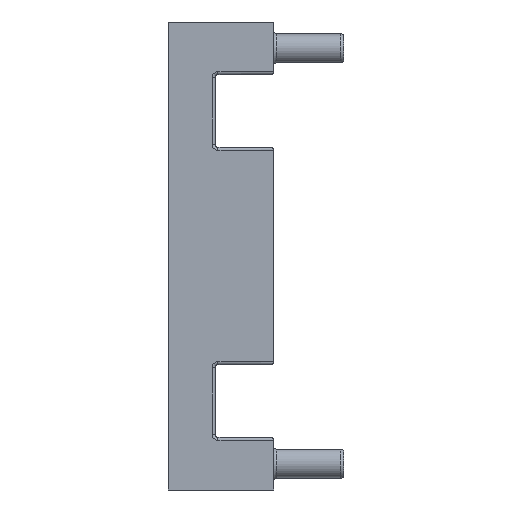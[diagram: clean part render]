
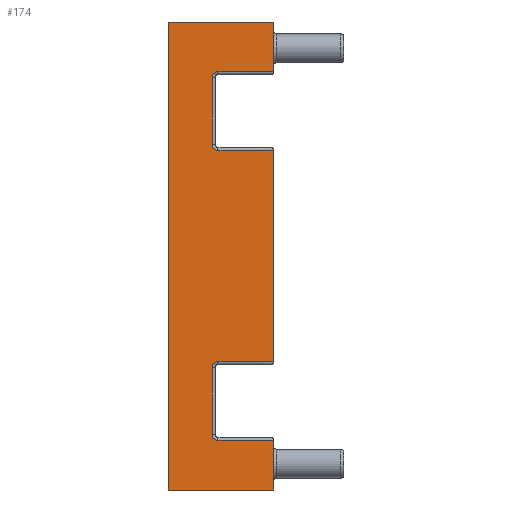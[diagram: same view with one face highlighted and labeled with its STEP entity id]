
A CAD part, left-side view. The second image highlights one B-rep face of the part: STEP entity #174.
In plain terms, the highlighted planar face has unit normal (-1, 0, 0).
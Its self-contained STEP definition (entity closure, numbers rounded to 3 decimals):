
#14 = VECTOR ( 'NONE', #3547, 1000. ) ;
#27 = CARTESIAN_POINT ( 'NONE',  ( -153., 0., 40. ) ) ;
#33 = EDGE_CURVE ( 'NONE', #5484, #3412, #2977, .T. ) ;
#36 = FACE_OUTER_BOUND ( 'NONE', #3504, .T. ) ;
#102 = DIRECTION ( 'NONE',  ( -1., 0., 0. ) ) ;
#174 = ADVANCED_FACE ( 'NONE', ( #36 ), #5236, .F. ) ;
#206 = DIRECTION ( 'NONE',  ( 0., -1., 0. ) ) ;
#252 = VERTEX_POINT ( 'NONE', #3283 ) ;
#332 = VECTOR ( 'NONE', #1346, 1000. ) ;
#339 = CARTESIAN_POINT ( 'NONE',  ( -153., 10.5, 19.1 ) ) ;
#342 = EDGE_CURVE ( 'NONE', #6716, #5484, #584, .T. ) ;
#373 = DIRECTION ( 'NONE',  ( 0., 0., 1. ) ) ;
#576 = CARTESIAN_POINT ( 'NONE',  ( -153., 18., -31.5 ) ) ;
#584 = LINE ( 'NONE', #1132, #949 ) ;
#678 = DIRECTION ( 'NONE',  ( 0., 0., -1. ) ) ;
#749 = CARTESIAN_POINT ( 'NONE',  ( -153., 9.5, 30.5 ) ) ;
#835 = AXIS2_PLACEMENT_3D ( 'NONE', #1507, #5088, #3585 ) ;
#844 = ORIENTED_EDGE ( 'NONE', *, *, #3627, .T. ) ;
#865 = DIRECTION ( 'NONE',  ( 0., 0., 1. ) ) ;
#949 = VECTOR ( 'NONE', #3723, 1000. ) ;
#1098 = CIRCLE ( 'NONE', #6542, 1. ) ;
#1132 = CARTESIAN_POINT ( 'NONE',  ( -153., 18., -40. ) ) ;
#1145 = LINE ( 'NONE', #2749, #4691 ) ;
#1298 = CIRCLE ( 'NONE', #3483, 1. ) ;
#1341 = CARTESIAN_POINT ( 'NONE',  ( -153., 0., 40. ) ) ;
#1346 = DIRECTION ( 'NONE',  ( 0., -1., 0. ) ) ;
#1372 = ORIENTED_EDGE ( 'NONE', *, *, #3933, .F. ) ;
#1407 = ORIENTED_EDGE ( 'NONE', *, *, #5173, .F. ) ;
#1452 = VERTEX_POINT ( 'NONE', #2326 ) ;
#1507 = CARTESIAN_POINT ( 'NONE',  ( -153., 18., 40. ) ) ;
#1633 = EDGE_CURVE ( 'NONE', #3566, #1452, #3645, .T. ) ;
#1635 = VECTOR ( 'NONE', #865, 1000. ) ;
#1700 = CARTESIAN_POINT ( 'NONE',  ( -153., 9.5, -30.5 ) ) ;
#1762 = EDGE_CURVE ( 'NONE', #6361, #1953, #3304, .T. ) ;
#1882 = CIRCLE ( 'NONE', #5806, 1. ) ;
#1923 = DIRECTION ( 'NONE',  ( 0., 0., 1. ) ) ;
#1947 = LINE ( 'NONE', #4536, #3601 ) ;
#1953 = VERTEX_POINT ( 'NONE', #3437 ) ;
#2034 = DIRECTION ( 'NONE',  ( 0., 0., 1. ) ) ;
#2064 = CARTESIAN_POINT ( 'NONE',  ( -153., 18., 40. ) ) ;
#2074 = ORIENTED_EDGE ( 'NONE', *, *, #6449, .T. ) ;
#2098 = DIRECTION ( 'NONE',  ( -1., 0., 0. ) ) ;
#2186 = LINE ( 'NONE', #576, #4706 ) ;
#2326 = CARTESIAN_POINT ( 'NONE',  ( -153., 0., 18.1 ) ) ;
#2355 = LINE ( 'NONE', #4301, #2624 ) ;
#2360 = ORIENTED_EDGE ( 'NONE', *, *, #6584, .T. ) ;
#2387 = VECTOR ( 'NONE', #5801, 1000. ) ;
#2574 = VERTEX_POINT ( 'NONE', #5919 ) ;
#2624 = VECTOR ( 'NONE', #206, 1000. ) ;
#2680 = VERTEX_POINT ( 'NONE', #4618 ) ;
#2711 = EDGE_CURVE ( 'NONE', #2680, #1953, #4038, .T. ) ;
#2712 = ORIENTED_EDGE ( 'NONE', *, *, #2711, .T. ) ;
#2749 = CARTESIAN_POINT ( 'NONE',  ( -153., 10.5, -18.6 ) ) ;
#2923 = CARTESIAN_POINT ( 'NONE',  ( -153., 10.5, 30.5 ) ) ;
#2977 = LINE ( 'NONE', #1341, #5957 ) ;
#2983 = CARTESIAN_POINT ( 'NONE',  ( -153., 18., 40. ) ) ;
#2989 = CIRCLE ( 'NONE', #3963, 1. ) ;
#3055 = VERTEX_POINT ( 'NONE', #4846 ) ;
#3262 = VECTOR ( 'NONE', #3540, 1000. ) ;
#3283 = CARTESIAN_POINT ( 'NONE',  ( -153., 10.5, -19.1 ) ) ;
#3287 = EDGE_CURVE ( 'NONE', #3055, #2574, #1298, .T. ) ;
#3304 = LINE ( 'NONE', #5291, #2387 ) ;
#3350 = VERTEX_POINT ( 'NONE', #3439 ) ;
#3403 = VERTEX_POINT ( 'NONE', #2923 ) ;
#3412 = VERTEX_POINT ( 'NONE', #4455 ) ;
#3437 = CARTESIAN_POINT ( 'NONE',  ( -153., 0., 40. ) ) ;
#3439 = CARTESIAN_POINT ( 'NONE',  ( -153., 9.5, 18.1 ) ) ;
#3448 = CARTESIAN_POINT ( 'NONE',  ( -153., 18., 18.1 ) ) ;
#3453 = CARTESIAN_POINT ( 'NONE',  ( -153., 9.5, 19.1 ) ) ;
#3483 = AXIS2_PLACEMENT_3D ( 'NONE', #1700, #2098, #678 ) ;
#3504 = EDGE_LOOP ( 'NONE', ( #5797, #4324, #4065, #844, #6676, #6729, #4524, #3992, #1407, #2360, #3946, #2074, #2712, #6473, #1372, #5467 ) ) ;
#3519 = EDGE_CURVE ( 'NONE', #6371, #252, #1098, .T. ) ;
#3540 = DIRECTION ( 'NONE',  ( 0., 0., 1. ) ) ;
#3547 = DIRECTION ( 'NONE',  ( 0., 1., 0. ) ) ;
#3554 = CARTESIAN_POINT ( 'NONE',  ( -153., 0., 40. ) ) ;
#3566 = VERTEX_POINT ( 'NONE', #5215 ) ;
#3585 = DIRECTION ( 'NONE',  ( 0., 0., -1. ) ) ;
#3601 = VECTOR ( 'NONE', #373, 1000. ) ;
#3627 = EDGE_CURVE ( 'NONE', #3055, #252, #1145, .T. ) ;
#3645 = LINE ( 'NONE', #27, #3262 ) ;
#3723 = DIRECTION ( 'NONE',  ( 0., -1., 0. ) ) ;
#3798 = EDGE_CURVE ( 'NONE', #6371, #3566, #6020, .T. ) ;
#3933 = EDGE_CURVE ( 'NONE', #6716, #6361, #5679, .T. ) ;
#3946 = ORIENTED_EDGE ( 'NONE', *, *, #5506, .F. ) ;
#3963 = AXIS2_PLACEMENT_3D ( 'NONE', #749, #102, #6353 ) ;
#3992 = ORIENTED_EDGE ( 'NONE', *, *, #4390, .T. ) ;
#4038 = LINE ( 'NONE', #3554, #1635 ) ;
#4040 = VECTOR ( 'NONE', #2034, 1000. ) ;
#4065 = ORIENTED_EDGE ( 'NONE', *, *, #3287, .F. ) ;
#4097 = VERTEX_POINT ( 'NONE', #4241 ) ;
#4241 = CARTESIAN_POINT ( 'NONE',  ( -153., 9.5, 31.5 ) ) ;
#4301 = CARTESIAN_POINT ( 'NONE',  ( -153., 18., 31.5 ) ) ;
#4324 = ORIENTED_EDGE ( 'NONE', *, *, #4453, .T. ) ;
#4390 = EDGE_CURVE ( 'NONE', #1452, #3350, #6147, .T. ) ;
#4438 = DIRECTION ( 'NONE',  ( -1., 0., 0. ) ) ;
#4453 = EDGE_CURVE ( 'NONE', #3412, #2574, #2186, .T. ) ;
#4455 = CARTESIAN_POINT ( 'NONE',  ( -153., 0., -31.5 ) ) ;
#4524 = ORIENTED_EDGE ( 'NONE', *, *, #1633, .T. ) ;
#4536 = CARTESIAN_POINT ( 'NONE',  ( -153., 10.5, 31. ) ) ;
#4618 = CARTESIAN_POINT ( 'NONE',  ( -153., 0., 31.5 ) ) ;
#4684 = CARTESIAN_POINT ( 'NONE',  ( -153., 9.5, -18.1 ) ) ;
#4691 = VECTOR ( 'NONE', #5258, 1000. ) ;
#4706 = VECTOR ( 'NONE', #6340, 1000. ) ;
#4846 = CARTESIAN_POINT ( 'NONE',  ( -153., 10.5, -30.5 ) ) ;
#5088 = DIRECTION ( 'NONE',  ( 1., 0., 0. ) ) ;
#5106 = DIRECTION ( 'NONE',  ( -1., 0., 0. ) ) ;
#5121 = CARTESIAN_POINT ( 'NONE',  ( -153., 18., -40. ) ) ;
#5173 = EDGE_CURVE ( 'NONE', #5615, #3350, #1882, .T. ) ;
#5215 = CARTESIAN_POINT ( 'NONE',  ( -153., 0., -18.1 ) ) ;
#5236 = PLANE ( 'NONE',  #835 ) ;
#5258 = DIRECTION ( 'NONE',  ( 0., 0., 1. ) ) ;
#5291 = CARTESIAN_POINT ( 'NONE',  ( -153., 18., 40. ) ) ;
#5467 = ORIENTED_EDGE ( 'NONE', *, *, #342, .T. ) ;
#5484 = VERTEX_POINT ( 'NONE', #5836 ) ;
#5506 = EDGE_CURVE ( 'NONE', #4097, #3403, #2989, .T. ) ;
#5531 = DIRECTION ( 'NONE',  ( 0., 0., -1. ) ) ;
#5615 = VERTEX_POINT ( 'NONE', #339 ) ;
#5679 = LINE ( 'NONE', #2983, #4040 ) ;
#5797 = ORIENTED_EDGE ( 'NONE', *, *, #33, .T. ) ;
#5801 = DIRECTION ( 'NONE',  ( 0., -1., 0. ) ) ;
#5806 = AXIS2_PLACEMENT_3D ( 'NONE', #3453, #4438, #5531 ) ;
#5836 = CARTESIAN_POINT ( 'NONE',  ( -153., 0., -40. ) ) ;
#5919 = CARTESIAN_POINT ( 'NONE',  ( -153., 9.5, -31.5 ) ) ;
#5949 = CARTESIAN_POINT ( 'NONE',  ( -153., 18., -18.1 ) ) ;
#5957 = VECTOR ( 'NONE', #1923, 1000. ) ;
#6020 = LINE ( 'NONE', #5949, #332 ) ;
#6147 = LINE ( 'NONE', #3448, #14 ) ;
#6164 = DIRECTION ( 'NONE',  ( 0., 0., -1. ) ) ;
#6340 = DIRECTION ( 'NONE',  ( 0., 1., 0. ) ) ;
#6353 = DIRECTION ( 'NONE',  ( 0., 0., -1. ) ) ;
#6361 = VERTEX_POINT ( 'NONE', #2064 ) ;
#6371 = VERTEX_POINT ( 'NONE', #4684 ) ;
#6449 = EDGE_CURVE ( 'NONE', #4097, #2680, #2355, .T. ) ;
#6473 = ORIENTED_EDGE ( 'NONE', *, *, #1762, .F. ) ;
#6542 = AXIS2_PLACEMENT_3D ( 'NONE', #6607, #5106, #6164 ) ;
#6584 = EDGE_CURVE ( 'NONE', #5615, #3403, #1947, .T. ) ;
#6607 = CARTESIAN_POINT ( 'NONE',  ( -153., 9.5, -19.1 ) ) ;
#6676 = ORIENTED_EDGE ( 'NONE', *, *, #3519, .F. ) ;
#6716 = VERTEX_POINT ( 'NONE', #5121 ) ;
#6729 = ORIENTED_EDGE ( 'NONE', *, *, #3798, .T. ) ;
